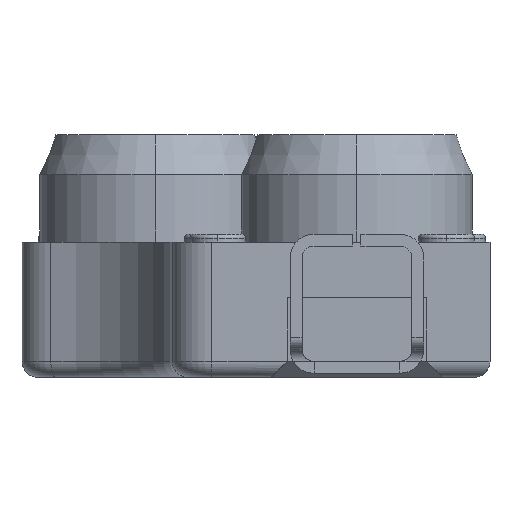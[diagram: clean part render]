
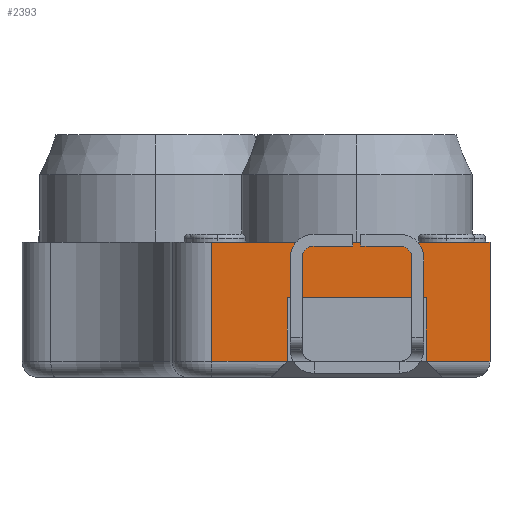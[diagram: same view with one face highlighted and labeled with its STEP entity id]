
A CAD part, left-side view. The second image highlights one B-rep face of the part: STEP entity #2393.
In plain terms, the highlighted planar face has unit normal (-1, 0, 0).
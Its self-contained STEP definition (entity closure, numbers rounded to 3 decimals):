
#109 = ORIENTED_EDGE ( 'NONE', *, *, #5891, .F. ) ;
#266 = DIRECTION ( 'NONE',  ( 0., 0., -1. ) ) ;
#300 = DIRECTION ( 'NONE',  ( 1., 0., 0. ) ) ;
#314 = CARTESIAN_POINT ( 'NONE',  ( -5.45, -2., 1.7 ) ) ;
#387 = DIRECTION ( 'NONE',  ( 0., 0., -1. ) ) ;
#422 = CARTESIAN_POINT ( 'NONE',  ( -5.45, 1.5, 1.7 ) ) ;
#568 = CARTESIAN_POINT ( 'NONE',  ( -5.45, -2., 1.7 ) ) ;
#787 = LINE ( 'NONE', #4646, #1537 ) ;
#800 = EDGE_CURVE ( 'NONE', #6172, #1929, #2521, .T. ) ;
#861 = CARTESIAN_POINT ( 'NONE',  ( -5.45, 0.55, 1. ) ) ;
#1185 = ORIENTED_EDGE ( 'NONE', *, *, #800, .F. ) ;
#1209 = VECTOR ( 'NONE', #5658, 1000. ) ;
#1242 = EDGE_LOOP ( 'NONE', ( #4514, #3079, #3465, #1697, #109, #4848, #2042, #1185 ) ) ;
#1310 = CARTESIAN_POINT ( 'NONE',  ( -5.45, -1.2, 0.2 ) ) ;
#1362 = LINE ( 'NONE', #861, #5029 ) ;
#1505 = CARTESIAN_POINT ( 'NONE',  ( -5.45, -1.2, 1. ) ) ;
#1537 = VECTOR ( 'NONE', #5297, 1000. ) ;
#1569 = CARTESIAN_POINT ( 'NONE',  ( -5.45, -2., 0.2 ) ) ;
#1697 = ORIENTED_EDGE ( 'NONE', *, *, #3299, .F. ) ;
#1808 = VERTEX_POINT ( 'NONE', #1505 ) ;
#1858 = VERTEX_POINT ( 'NONE', #6104 ) ;
#1929 = VERTEX_POINT ( 'NONE', #568 ) ;
#2030 = CARTESIAN_POINT ( 'NONE',  ( -5.45, -2., 1.7 ) ) ;
#2042 = ORIENTED_EDGE ( 'NONE', *, *, #4329, .F. ) ;
#2044 = LINE ( 'NONE', #422, #3400 ) ;
#2213 = AXIS2_PLACEMENT_3D ( 'NONE', #2030, #300, #266 ) ;
#2393 = ADVANCED_FACE ( 'NONE', ( #6973 ), #3672, .F. ) ;
#2475 = LINE ( 'NONE', #6907, #3170 ) ;
#2521 = LINE ( 'NONE', #5355, #3758 ) ;
#3079 = ORIENTED_EDGE ( 'NONE', *, *, #6675, .T. ) ;
#3170 = VECTOR ( 'NONE', #5180, 1000. ) ;
#3286 = DIRECTION ( 'NONE',  ( 0., 0., -1. ) ) ;
#3299 = EDGE_CURVE ( 'NONE', #1808, #1858, #1362, .T. ) ;
#3322 = CARTESIAN_POINT ( 'NONE',  ( -5.45, 1.5, 1.7 ) ) ;
#3334 = VERTEX_POINT ( 'NONE', #5225 ) ;
#3347 = CARTESIAN_POINT ( 'NONE',  ( -5.45, -2., 0.2 ) ) ;
#3400 = VECTOR ( 'NONE', #3286, 1000. ) ;
#3429 = EDGE_CURVE ( 'NONE', #1858, #3334, #4890, .T. ) ;
#3465 = ORIENTED_EDGE ( 'NONE', *, *, #3429, .F. ) ;
#3672 = PLANE ( 'NONE',  #2213 ) ;
#3732 = VERTEX_POINT ( 'NONE', #1569 ) ;
#3758 = VECTOR ( 'NONE', #4816, 1000. ) ;
#4070 = DIRECTION ( 'NONE',  ( 0., 1., 0. ) ) ;
#4271 = VECTOR ( 'NONE', #4749, 1000. ) ;
#4329 = EDGE_CURVE ( 'NONE', #1929, #3732, #5264, .T. ) ;
#4514 = ORIENTED_EDGE ( 'NONE', *, *, #6002, .T. ) ;
#4646 = CARTESIAN_POINT ( 'NONE',  ( -5.45, -1.2, 1. ) ) ;
#4749 = DIRECTION ( 'NONE',  ( 0., 0., -1. ) ) ;
#4816 = DIRECTION ( 'NONE',  ( 0., -1., 0. ) ) ;
#4848 = ORIENTED_EDGE ( 'NONE', *, *, #6580, .T. ) ;
#4890 = LINE ( 'NONE', #5477, #5850 ) ;
#5029 = VECTOR ( 'NONE', #4070, 1000. ) ;
#5180 = DIRECTION ( 'NONE',  ( 0., -1., 0. ) ) ;
#5225 = CARTESIAN_POINT ( 'NONE',  ( -5.45, 0.55, 0.2 ) ) ;
#5264 = LINE ( 'NONE', #314, #4271 ) ;
#5297 = DIRECTION ( 'NONE',  ( 0., 0., 1. ) ) ;
#5298 = VERTEX_POINT ( 'NONE', #5933 ) ;
#5355 = CARTESIAN_POINT ( 'NONE',  ( -5.45, -2., 1.7 ) ) ;
#5477 = CARTESIAN_POINT ( 'NONE',  ( -5.45, 0.55, 1. ) ) ;
#5658 = DIRECTION ( 'NONE',  ( 0., -1., 0. ) ) ;
#5850 = VECTOR ( 'NONE', #387, 1000. ) ;
#5891 = EDGE_CURVE ( 'NONE', #6754, #1808, #787, .T. ) ;
#5933 = CARTESIAN_POINT ( 'NONE',  ( -5.45, 1.5, 0.2 ) ) ;
#6002 = EDGE_CURVE ( 'NONE', #6172, #5298, #2044, .T. ) ;
#6104 = CARTESIAN_POINT ( 'NONE',  ( -5.45, 0.55, 1. ) ) ;
#6172 = VERTEX_POINT ( 'NONE', #3322 ) ;
#6226 = LINE ( 'NONE', #3347, #1209 ) ;
#6580 = EDGE_CURVE ( 'NONE', #6754, #3732, #6226, .T. ) ;
#6675 = EDGE_CURVE ( 'NONE', #5298, #3334, #2475, .T. ) ;
#6754 = VERTEX_POINT ( 'NONE', #1310 ) ;
#6907 = CARTESIAN_POINT ( 'NONE',  ( -5.45, -2., 0.2 ) ) ;
#6973 = FACE_OUTER_BOUND ( 'NONE', #1242, .T. ) ;
